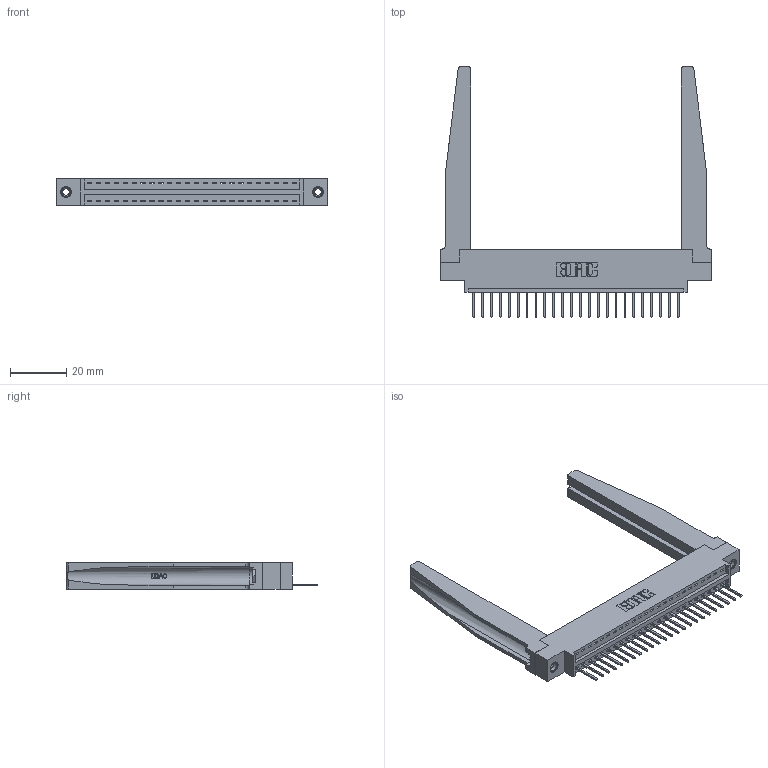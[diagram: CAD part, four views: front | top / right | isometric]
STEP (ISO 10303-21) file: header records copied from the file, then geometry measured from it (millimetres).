
FILE_DESCRIPTION (( 'STEP AP203' ), '1' );
FILE_NAME ('396-024-526-678.STEP', '2019-10-27T05:57:41', ( '' ), ( '' ), 'SwSTEP 2.0', 'SolidWorks 2016', '' );
FILE_SCHEMA (( 'CONFIG_CONTROL_DESIGN' ));
Length unit declared in the file: inch
Products named in the file (5): 345-250-001_345-250-001-102; 346-220-078_345-220-078; 396-024-526-678; 346 Part_0.170 Offset - 0.156 Dia-TH; 345-292-001_345-293-126
Assembly tree (29 placements, depth 2):
  396-024-526-678
    346 Part_0.170 Offset - 0.156 Dia-TH
    345-292-001_345-293-126  x24
    346-220-078_345-220-078  x2
    345-250-001_345-250-001-102  x2
Bounding box: 96.77 x 89.41 x 9.4 mm (x, y, z)
Volume: 15874.5 mm3; surface area: 17688.7 mm2
Topology: 29 solids, 29 shells, 1752 faces, 5173 edges, 3406 vertices
Faces by surface type: plane 1182, cylinder 518, bspline 36, cone 12, torus 4
Entity records: 22216 total; most frequent: CARTESIAN_POINT 4727, ORIENTED_EDGE 3574, DIRECTION 3177, EDGE_CURVE 1787, LINE 1465, VECTOR 1465, VERTEX_POINT 1184, AXIS2_PLACEMENT_3D 856
